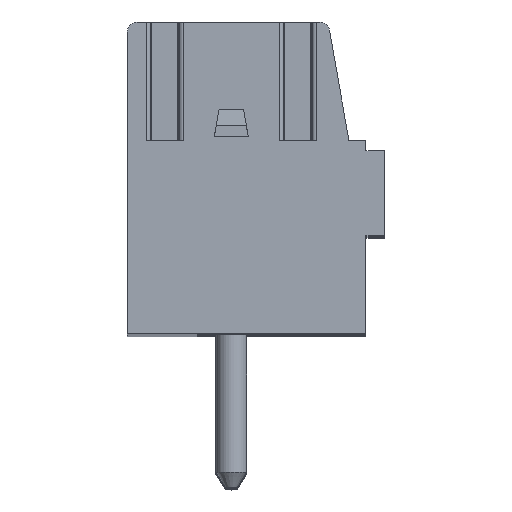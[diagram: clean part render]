
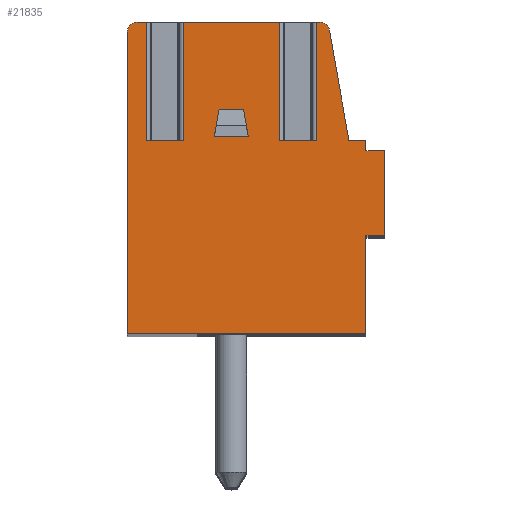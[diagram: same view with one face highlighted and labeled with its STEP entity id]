
A CAD part, top view. The second image highlights one B-rep face of the part: STEP entity #21835.
In plain terms, the highlighted planar face has unit normal (0, 0, 1).
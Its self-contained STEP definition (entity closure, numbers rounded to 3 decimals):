
#3113=DIRECTION('',(-1.,0.,0.));
#3114=VECTOR('',#3113,1.07);
#3115=CARTESIAN_POINT('',(2.035,1.105,1.75));
#3116=LINE('',#3115,#3114);
#3117=DIRECTION('',(0.,1.,0.));
#3118=VECTOR('',#3117,3.47);
#3119=CARTESIAN_POINT('',(2.035,1.105,1.75));
#3120=LINE('',#3119,#3118);
#3121=DIRECTION('',(1.,0.,0.));
#3122=VECTOR('',#3121,0.101);
#3123=CARTESIAN_POINT('',(2.035,4.575,1.75));
#3124=LINE('',#3123,#3122);
#3125=CARTESIAN_POINT('',(2.136,4.275,1.75));
#3126=DIRECTION('',(0.,0.,-1.));
#3127=DIRECTION('',(0.,1.,0.));
#3128=AXIS2_PLACEMENT_3D('',#3125,#3126,#3127);
#3130=DIRECTION('',(0.174,-0.985,0.));
#3131=VECTOR('',#3130,3.272);
#3132=CARTESIAN_POINT('',(2.432,4.327,1.75));
#3133=LINE('',#3132,#3131);
#3134=DIRECTION('',(1.,0.,0.));
#3135=VECTOR('',#3134,0.5);
#3136=CARTESIAN_POINT('',(3.,1.105,1.75));
#3137=LINE('',#3136,#3135);
#3138=DIRECTION('',(0.,-1.,0.));
#3139=VECTOR('',#3138,0.3);
#3140=CARTESIAN_POINT('',(3.5,1.105,1.75));
#3141=LINE('',#3140,#3139);
#3142=DIRECTION('',(0.,-1.,0.));
#3143=VECTOR('',#3142,2.88);
#3144=CARTESIAN_POINT('',(3.5,-1.695,1.75));
#3145=LINE('',#3144,#3143);
#3146=DIRECTION('',(-1.,0.,0.));
#3147=VECTOR('',#3146,7.);
#3148=CARTESIAN_POINT('',(3.5,-4.575,1.75));
#3149=LINE('',#3148,#3147);
#3150=DIRECTION('',(0.,1.,0.));
#3151=VECTOR('',#3150,8.85);
#3152=CARTESIAN_POINT('',(-3.5,-4.575,1.75));
#3153=LINE('',#3152,#3151);
#3154=CARTESIAN_POINT('',(-3.2,4.275,1.75));
#3155=DIRECTION('',(0.,0.,-1.));
#3156=DIRECTION('',(-1.,0.,0.));
#3157=AXIS2_PLACEMENT_3D('',#3154,#3155,#3156);
#3159=DIRECTION('',(1.,0.,0.));
#3160=VECTOR('',#3159,0.265);
#3161=CARTESIAN_POINT('',(-3.2,4.575,1.75));
#3162=LINE('',#3161,#3160);
#3163=DIRECTION('',(0.,1.,0.));
#3164=VECTOR('',#3163,3.47);
#3165=CARTESIAN_POINT('',(-2.935,1.105,1.75));
#3166=LINE('',#3165,#3164);
#3167=DIRECTION('',(-1.,0.,0.));
#3168=VECTOR('',#3167,1.07);
#3169=CARTESIAN_POINT('',(-1.865,1.105,1.75));
#3170=LINE('',#3169,#3168);
#3171=DIRECTION('',(0.,1.,0.));
#3172=VECTOR('',#3171,3.47);
#3173=CARTESIAN_POINT('',(-1.865,1.105,1.75));
#3174=LINE('',#3173,#3172);
#3175=DIRECTION('',(1.,0.,0.));
#3176=VECTOR('',#3175,2.83);
#3177=CARTESIAN_POINT('',(-1.865,4.575,1.75));
#3178=LINE('',#3177,#3176);
#3179=DIRECTION('',(0.,1.,0.));
#3180=VECTOR('',#3179,3.47);
#3181=CARTESIAN_POINT('',(0.965,1.105,1.75));
#3182=LINE('',#3181,#3180);
#3183=DIRECTION('',(-1.,0.,0.));
#3184=VECTOR('',#3183,0.718);
#3185=CARTESIAN_POINT('',(-0.091,2.005,1.75));
#3186=LINE('',#3185,#3184);
#3187=DIRECTION('',(-0.174,-0.985,0.));
#3188=VECTOR('',#3187,0.812);
#3189=CARTESIAN_POINT('',(-0.809,2.005,1.75));
#3190=LINE('',#3189,#3188);
#3191=DIRECTION('',(1.,0.,0.));
#3192=VECTOR('',#3191,1.);
#3193=CARTESIAN_POINT('',(-0.95,1.205,1.75));
#3194=LINE('',#3193,#3192);
#3195=DIRECTION('',(-0.174,0.985,0.));
#3196=VECTOR('',#3195,0.812);
#3197=CARTESIAN_POINT('',(0.05,1.205,1.75));
#3198=LINE('',#3197,#3196);
#3435=DIRECTION('',(-1.,0.,0.));
#3436=VECTOR('',#3435,0.55);
#3437=CARTESIAN_POINT('',(4.05,0.805,1.75));
#3438=LINE('',#3437,#3436);
#4103=DIRECTION('',(0.,1.,0.));
#4104=VECTOR('',#4103,2.5);
#4105=CARTESIAN_POINT('',(4.05,-1.695,1.75));
#4106=LINE('',#4105,#4104);
#4271=DIRECTION('',(1.,0.,0.));
#4272=VECTOR('',#4271,0.55);
#4273=CARTESIAN_POINT('',(3.5,-1.695,1.75));
#4274=LINE('',#4273,#4272);
#13689=CARTESIAN_POINT('',(-3.5,4.275,1.75));
#13690=CARTESIAN_POINT('',(-3.2,4.575,1.75));
#13691=VERTEX_POINT('',#13689);
#13692=VERTEX_POINT('',#13690);
#13693=CARTESIAN_POINT('',(-3.5,-4.575,1.75));
#13694=VERTEX_POINT('',#13693);
#13695=CARTESIAN_POINT('',(3.5,-4.575,1.75));
#13696=VERTEX_POINT('',#13695);
#13697=CARTESIAN_POINT('',(3.5,-1.695,1.75));
#13698=VERTEX_POINT('',#13697);
#13699=CARTESIAN_POINT('',(3.5,1.105,1.75));
#13700=CARTESIAN_POINT('',(3.5,0.805,1.75));
#13701=VERTEX_POINT('',#13699);
#13702=VERTEX_POINT('',#13700);
#13703=CARTESIAN_POINT('',(3.,1.105,1.75));
#13704=VERTEX_POINT('',#13703);
#13705=CARTESIAN_POINT('',(2.432,4.327,1.75));
#13706=VERTEX_POINT('',#13705);
#13707=CARTESIAN_POINT('',(2.136,4.575,1.75));
#13708=VERTEX_POINT('',#13707);
#13846=CARTESIAN_POINT('',(4.05,-1.695,1.75));
#13848=VERTEX_POINT('',#13846);
#13850=CARTESIAN_POINT('',(4.05,0.805,1.75));
#13852=VERTEX_POINT('',#13850);
#14029=CARTESIAN_POINT('',(2.035,1.105,1.75));
#14030=CARTESIAN_POINT('',(0.965,1.105,1.75));
#14031=VERTEX_POINT('',#14029);
#14032=VERTEX_POINT('',#14030);
#14033=CARTESIAN_POINT('',(-1.865,1.105,1.75));
#14034=CARTESIAN_POINT('',(-2.935,1.105,1.75));
#14035=VERTEX_POINT('',#14033);
#14036=VERTEX_POINT('',#14034);
#14037=CARTESIAN_POINT('',(-2.935,4.575,1.75));
#14038=VERTEX_POINT('',#14037);
#14039=CARTESIAN_POINT('',(-1.865,4.575,1.75));
#14040=VERTEX_POINT('',#14039);
#14041=CARTESIAN_POINT('',(2.035,4.575,1.75));
#14042=VERTEX_POINT('',#14041);
#14043=CARTESIAN_POINT('',(0.965,4.575,1.75));
#14044=VERTEX_POINT('',#14043);
#14073=CARTESIAN_POINT('',(-0.95,1.205,1.75));
#14074=CARTESIAN_POINT('',(0.05,1.205,1.75));
#14075=VERTEX_POINT('',#14073);
#14076=VERTEX_POINT('',#14074);
#14078=CARTESIAN_POINT('',(-0.809,2.005,1.75));
#14080=VERTEX_POINT('',#14078);
#14081=CARTESIAN_POINT('',(-0.091,2.005,1.75));
#14082=VERTEX_POINT('',#14081);
#21782=CARTESIAN_POINT('',(0.,0.,1.75));
#21783=DIRECTION('',(0.,0.,1.));
#21784=DIRECTION('',(1.,0.,0.));
#21785=AXIS2_PLACEMENT_3D('',#21782,#21783,#21784);
#21786=PLANE('',#21785);
#21788=ORIENTED_EDGE('',*,*,#21787,.F.);
#21790=ORIENTED_EDGE('',*,*,#21789,.T.);
#21791=ORIENTED_EDGE('',*,*,#17804,.T.);
#21793=ORIENTED_EDGE('',*,*,#21792,.T.);
#21795=ORIENTED_EDGE('',*,*,#21794,.T.);
#21797=ORIENTED_EDGE('',*,*,#21796,.T.);
#21799=ORIENTED_EDGE('',*,*,#21798,.T.);
#21801=ORIENTED_EDGE('',*,*,#21800,.F.);
#21803=ORIENTED_EDGE('',*,*,#21802,.F.);
#21805=ORIENTED_EDGE('',*,*,#21804,.F.);
#21807=ORIENTED_EDGE('',*,*,#21806,.T.);
#21809=ORIENTED_EDGE('',*,*,#21808,.T.);
#21811=ORIENTED_EDGE('',*,*,#21810,.T.);
#21813=ORIENTED_EDGE('',*,*,#21812,.T.);
#21814=ORIENTED_EDGE('',*,*,#17769,.T.);
#21816=ORIENTED_EDGE('',*,*,#21815,.F.);
#21818=ORIENTED_EDGE('',*,*,#21817,.F.);
#21819=ORIENTED_EDGE('',*,*,#21773,.T.);
#21820=ORIENTED_EDGE('',*,*,#17820,.T.);
#21822=ORIENTED_EDGE('',*,*,#21821,.F.);
#21823=EDGE_LOOP('',(#21788,#21790,#21791,#21793,#21795,#21797,#21799,#21801,
#21803,#21805,#21807,#21809,#21811,#21813,#21814,#21816,#21818,#21819,#21820,
#21822));
#21824=FACE_OUTER_BOUND('',#21823,.F.);
#21826=ORIENTED_EDGE('',*,*,#21825,.T.);
#21828=ORIENTED_EDGE('',*,*,#21827,.T.);
#21830=ORIENTED_EDGE('',*,*,#21829,.T.);
#21832=ORIENTED_EDGE('',*,*,#21831,.T.);
#21833=EDGE_LOOP('',(#21826,#21828,#21830,#21832));
#21834=FACE_BOUND('',#21833,.F.);
#3129=CIRCLE('',#3128,0.3);
#3158=CIRCLE('',#3157,0.3);
#17769=EDGE_CURVE('',#13692,#14038,#3162,.T.);
#17804=EDGE_CURVE('',#14042,#13708,#3124,.T.);
#17820=EDGE_CURVE('',#14040,#14044,#3178,.T.);
#21773=EDGE_CURVE('',#14035,#14040,#3174,.T.);
#21787=EDGE_CURVE('',#14031,#14032,#3116,.T.);
#21789=EDGE_CURVE('',#14031,#14042,#3120,.T.);
#21792=EDGE_CURVE('',#13708,#13706,#3129,.T.);
#21794=EDGE_CURVE('',#13706,#13704,#3133,.T.);
#21796=EDGE_CURVE('',#13704,#13701,#3137,.T.);
#21798=EDGE_CURVE('',#13701,#13702,#3141,.T.);
#21800=EDGE_CURVE('',#13852,#13702,#3438,.T.);
#21802=EDGE_CURVE('',#13848,#13852,#4106,.T.);
#21804=EDGE_CURVE('',#13698,#13848,#4274,.T.);
#21806=EDGE_CURVE('',#13698,#13696,#3145,.T.);
#21808=EDGE_CURVE('',#13696,#13694,#3149,.T.);
#21810=EDGE_CURVE('',#13694,#13691,#3153,.T.);
#21812=EDGE_CURVE('',#13691,#13692,#3158,.T.);
#21815=EDGE_CURVE('',#14036,#14038,#3166,.T.);
#21817=EDGE_CURVE('',#14035,#14036,#3170,.T.);
#21821=EDGE_CURVE('',#14032,#14044,#3182,.T.);
#21825=EDGE_CURVE('',#14082,#14080,#3186,.T.);
#21827=EDGE_CURVE('',#14080,#14075,#3190,.T.);
#21829=EDGE_CURVE('',#14075,#14076,#3194,.T.);
#21831=EDGE_CURVE('',#14076,#14082,#3198,.T.);
#21835=ADVANCED_FACE('',(#21824,#21834),#21786,.T.);
